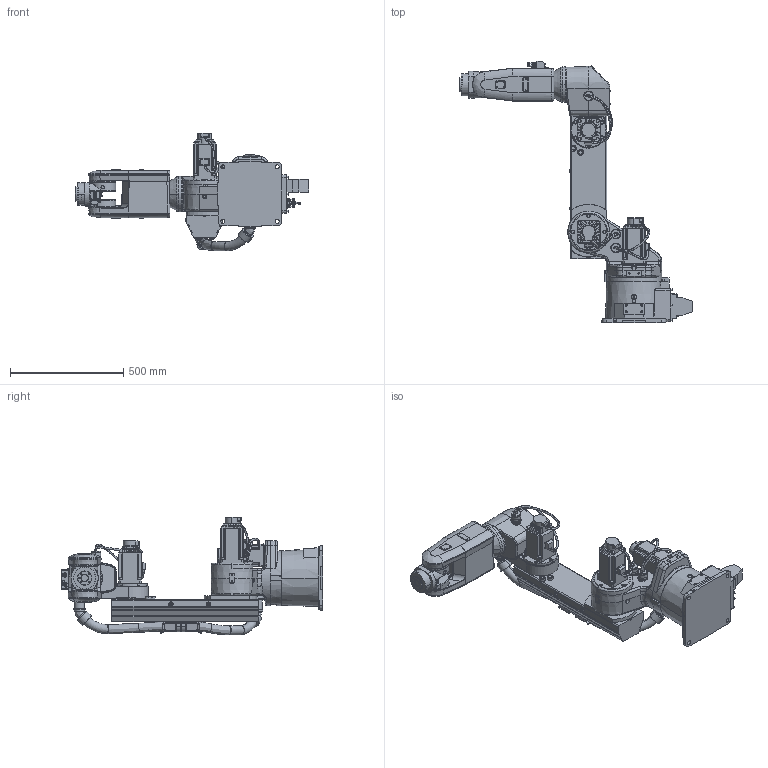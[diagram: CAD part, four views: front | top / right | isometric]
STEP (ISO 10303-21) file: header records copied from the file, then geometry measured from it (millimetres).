
FILE_DESCRIPTION((''),'2;1');
FILE_NAME('TVM900_OUTLINE_ASM','2017-06-06T',('kosato.yotaro'),(''),'PRO/ENGINEER BY PARAMETRIC TECHNOLOGY CORPORATION, 2015030','PRO/ENGINEER BY PARAMETRIC TECHNOLOGY CORPORATION, 2015030','');
FILE_SCHEMA(('CONFIG_CONTROL_DESIGN'));
Products named in the file (15): TVM1200_BASE_MAP; TVM1200_BASE_TURN_MAP; TVM900_1ST_ARM_MAP; TVM1200_2ND_ARM_1_MAP; TVM900_2ND_ARM_2_MAP; TVM1200_3RD_ARM_MAP; TVM900_MAP_ASM; TVM900_1ST_ARM_ASM; TVM900_2ND_ARM_2_ASM; TVM900_HARNESS_ASM; TVM_BASE_ASM; TVM_BASE_TURN_ASM; TVM_2ND_ARM_1_ASM; TVM_3RD_ARM_ASM; TVM900_OUTLINE_ASM
Assembly tree (14 placements, depth 3):
  TVM900_OUTLINE_ASM
    TVM900_MAP_ASM
      TVM1200_BASE_MAP
      TVM1200_BASE_TURN_MAP
      TVM900_1ST_ARM_MAP
      TVM1200_2ND_ARM_1_MAP
      TVM900_2ND_ARM_2_MAP
      TVM1200_3RD_ARM_MAP
    TVM900_1ST_ARM_ASM
    TVM900_2ND_ARM_2_ASM
    TVM900_HARNESS_ASM
    TVM_BASE_ASM
    TVM_BASE_TURN_ASM
    TVM_2ND_ARM_1_ASM
    TVM_3RD_ARM_ASM
Bounding box: 1028.2 x 1152.8 x 519 mm (x, y, z)
Volume: 50636742.2 mm3; surface area: 2689938 mm2
Topology: 9 solids, 63 shells, 3667 faces, 8972 edges, 5661 vertices
Faces by surface type: plane 1608, cylinder 1293, bspline 272, cone 260, torus 169, sphere 63, revolution 2
Entity records: 128892 total; most frequent: CARTESIAN_POINT 42879, DIRECTION 17961, ORIENTED_EDGE 17804, EDGE_CURVE 8902, AXIS2_PLACEMENT_3D 6796, VERTEX_POINT 5661, VECTOR 4367, LINE 4367
